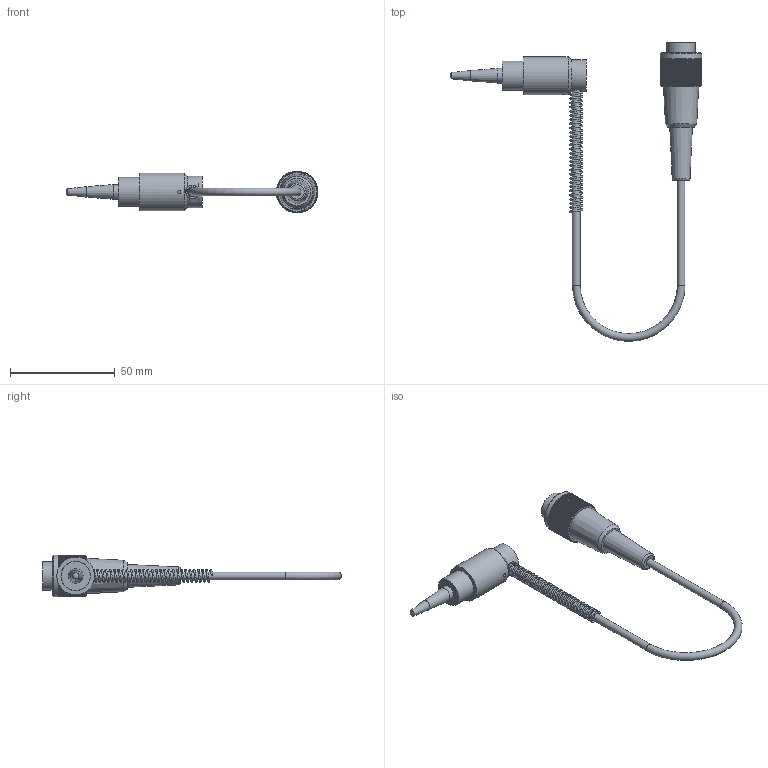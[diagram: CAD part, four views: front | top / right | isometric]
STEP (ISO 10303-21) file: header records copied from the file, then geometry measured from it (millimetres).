
FILE_DESCRIPTION(/* description */ (''),/* implementation_level */ '2;1');
FILE_NAME(/* name */ '1610 4025_XS3Q-25_65L10.stp',/* time_stamp */ '2024-11-27T16:31:25+01:00',/* author */ ('kuttig'),/* organization */ (''),/* preprocessor_version */ 'ST-DEVELOPER v16.13',/* originating_system */ 'Autodesk Inventor 2018',/* authorisation */ '');
FILE_SCHEMA (('AUTOMOTIVE_DESIGN { 1 0 10303 214 3 1 1 }'));
Length unit declared in the file: millimetre
Products named in the file (1): 1610 4025_XS3Q-25_65L10_Shrinkwrap_1
Bounding box: 120.24 x 142.65 x 19.9 mm (x, y, z)
Volume: 19237.9 mm3; surface area: 15563.7 mm2
Topology: 6 solids, 6 shells, 394 faces, 1079 edges, 705 vertices
Faces by surface type: plane 319, cylinder 39, cone 18, bspline 7, torus 6, sphere 5
Full cylindrical faces by diameter (mm): 1 x1, 1.49 x3, 1.5 x2, 2.459 x1, 3.7 x3, 6.5 x1, 7 x2, 9 x1, 10 x1, 10.2 x1, 13.6 x1, 13.9 x2, 14 x1, 15 x1, 17.1 x1, 18 x1, 19.9 x1
Entity records: 17125 total; most frequent: CARTESIAN_POINT 6787, DIRECTION 2109, ORIENTED_EDGE 1998, EDGE_CURVE 999, AXIS2_PLACEMENT_3D 745, VERTEX_POINT 679, LINE 619, VECTOR 619
